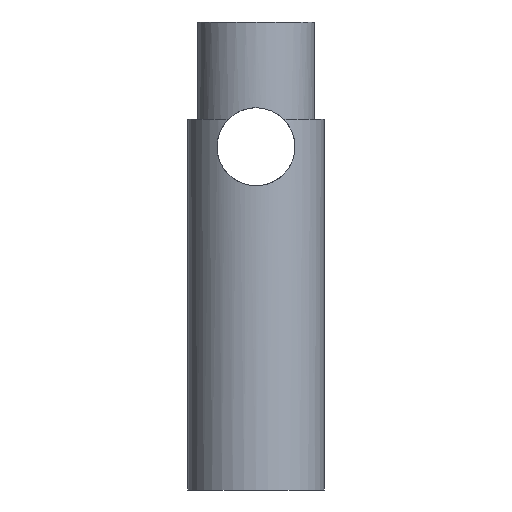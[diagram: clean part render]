
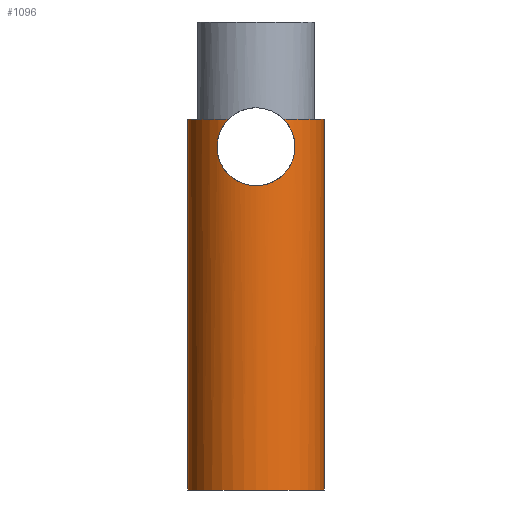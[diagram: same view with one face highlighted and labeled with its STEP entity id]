
A CAD part, front view. The second image highlights one B-rep face of the part: STEP entity #1096.
In plain terms, the highlighted cylindrical face has radius 3.5 mm (diameter 7 mm), a partial arc.
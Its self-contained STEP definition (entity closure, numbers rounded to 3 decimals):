
#1 = CARTESIAN_POINT ( 'NONE',  ( 0., 0., 19. ) ) ;
#10 = ORIENTED_EDGE ( 'NONE', *, *, #600, .F. ) ;
#40 = CARTESIAN_POINT ( 'NONE',  ( -1.563, -3.135, 18.862 ) ) ;
#47 = DIRECTION ( 'NONE',  ( 0., 0., 1. ) ) ;
#53 = DIRECTION ( 'NONE',  ( 1., 0., 0. ) ) ;
#58 = CARTESIAN_POINT ( 'NONE',  ( -1.676, -3.075, 18.709 ) ) ;
#70 = CARTESIAN_POINT ( 'NONE',  ( -3.5, 0., 0. ) ) ;
#81 = CARTESIAN_POINT ( 'NONE',  ( 0.495, -3.466, 15.66 ) ) ;
#92 = CARTESIAN_POINT ( 'NONE',  ( 0.399, -3.479, 15.638 ) ) ;
#127 = CARTESIAN_POINT ( 'NONE',  ( -3.5, 0., 19. ) ) ;
#158 = ORIENTED_EDGE ( 'NONE', *, *, #206, .F. ) ;
#160 = CARTESIAN_POINT ( 'NONE',  ( 0.957, -3.371, 15.833 ) ) ;
#163 = CIRCLE ( 'NONE', #870, 3.5 ) ;
#185 = CYLINDRICAL_SURFACE ( 'NONE', #275, 3.5 ) ;
#204 = CARTESIAN_POINT ( 'NONE',  ( 1.981, -2.885, 17.891 ) ) ;
#206 = EDGE_CURVE ( 'NONE', #471, #803, #1021, .T. ) ;
#217 = CARTESIAN_POINT ( 'NONE',  ( -1.276, -3.263, 16.048 ) ) ;
#227 = CARTESIAN_POINT ( 'NONE',  ( -2.001, -2.872, 17.787 ) ) ;
#242 = CARTESIAN_POINT ( 'NONE',  ( 3.5, 0., 19. ) ) ;
#251 = CARTESIAN_POINT ( 'NONE',  ( -3.5, 0., 19. ) ) ;
#253 = CARTESIAN_POINT ( 'NONE',  ( 0.1, -3.5, 15.6 ) ) ;
#261 = EDGE_CURVE ( 'NONE', #888, #803, #400, .T. ) ;
#262 = CARTESIAN_POINT ( 'NONE',  ( -1.428, -3.195, 19. ) ) ;
#268 = CARTESIAN_POINT ( 'NONE',  ( 3.5, 0., 19. ) ) ;
#275 = AXIS2_PLACEMENT_3D ( 'NONE', #969, #629, #792 ) ;
#290 = AXIS2_PLACEMENT_3D ( 'NONE', #599, #529, #443 ) ;
#299 = ORIENTED_EDGE ( 'NONE', *, *, #261, .T. ) ;
#302 = CARTESIAN_POINT ( 'NONE',  ( 3.5, 0., 0. ) ) ;
#309 = CARTESIAN_POINT ( 'NONE',  ( -0.396, -3.479, 15.637 ) ) ;
#314 = AXIS2_PLACEMENT_3D ( 'NONE', #1, #953, #416 ) ;
#333 = CARTESIAN_POINT ( 'NONE',  ( 1.435, -3.21, 16.155 ) ) ;
#346 = B_SPLINE_CURVE_WITH_KNOTS ( 'NONE', 3,
 ( #835, #406, #1070, #640, #987, #204, #552, #898, #925, #500, #673, #1012, #333, #160, #841, #81, #92, #510, #253, #605 ),
 .UNSPECIFIED., .F., .F.,
 ( 4, 2, 2, 2, 2, 2, 2, 2, 2, 4 ),
 ( 0., 0.001, 0.001, 0.001, 0.002, 0.002, 0.004, 0.004, 0.004, 0.005 ),
 .UNSPECIFIED. ) ;
#361 = DIRECTION ( 'NONE',  ( 0., 0., -1. ) ) ;
#365 = VECTOR ( 'NONE', #361, 1000. ) ;
#374 = EDGE_CURVE ( 'NONE', #537, #888, #903, .T. ) ;
#383 = CARTESIAN_POINT ( 'NONE',  ( -0.778, -3.418, 15.747 ) ) ;
#395 = CARTESIAN_POINT ( 'NONE',  ( -0.495, -3.466, 15.66 ) ) ;
#400 = CIRCLE ( 'NONE', #290, 3.5 ) ;
#406 = CARTESIAN_POINT ( 'NONE',  ( 1.563, -3.135, 18.862 ) ) ;
#416 = DIRECTION ( 'NONE',  ( 1., 0., 0. ) ) ;
#443 = DIRECTION ( 'NONE',  ( 1., 0., 0. ) ) ;
#463 = VERTEX_POINT ( 'NONE', #262 ) ;
#471 = VERTEX_POINT ( 'NONE', #268 ) ;
#473 = CIRCLE ( 'NONE', #314, 3.5 ) ;
#477 = CARTESIAN_POINT ( 'NONE',  ( -1.924, -2.924, 18.181 ) ) ;
#481 = CARTESIAN_POINT ( 'NONE',  ( -1.763, -3.025, 16.635 ) ) ;
#484 = CARTESIAN_POINT ( 'NONE',  ( -0.1, -3.5, 15.6 ) ) ;
#500 = CARTESIAN_POINT ( 'NONE',  ( 1.968, -2.894, 17.193 ) ) ;
#510 = CARTESIAN_POINT ( 'NONE',  ( 0.202, -3.496, 15.608 ) ) ;
#516 = FACE_OUTER_BOUND ( 'NONE', #833, .T. ) ;
#529 = DIRECTION ( 'NONE',  ( 0., 0., 1. ) ) ;
#537 = VERTEX_POINT ( 'NONE', #251 ) ;
#552 = CARTESIAN_POINT ( 'NONE',  ( 1.993, -2.877, 17.79 ) ) ;
#571 = CARTESIAN_POINT ( 'NONE',  ( -1.967, -2.895, 17.187 ) ) ;
#599 = CARTESIAN_POINT ( 'NONE',  ( 0., 0., 0. ) ) ;
#600 = EDGE_CURVE ( 'NONE', #776, #471, #473, .T. ) ;
#605 = CARTESIAN_POINT ( 'NONE',  ( 0., -3.5, 15.6 ) ) ;
#629 = DIRECTION ( 'NONE',  ( 0., 0., -1. ) ) ;
#636 = ORIENTED_EDGE ( 'NONE', *, *, #798, .T. ) ;
#640 = CARTESIAN_POINT ( 'NONE',  ( 1.857, -2.968, 18.367 ) ) ;
#649 = CARTESIAN_POINT ( 'NONE',  ( 1.428, -3.195, 19. ) ) ;
#673 = CARTESIAN_POINT ( 'NONE',  ( 1.917, -2.93, 16.998 ) ) ;
#712 = ORIENTED_EDGE ( 'NONE', *, *, #778, .F. ) ;
#721 = DIRECTION ( 'NONE',  ( 0., 0., -1. ) ) ;
#727 = CARTESIAN_POINT ( 'NONE',  ( -1.428, -3.195, 19. ) ) ;
#734 = CARTESIAN_POINT ( 'NONE',  ( -0.199, -3.496, 15.607 ) ) ;
#739 = CARTESIAN_POINT ( 'NONE',  ( -1.858, -2.968, 18.366 ) ) ;
#776 = VERTEX_POINT ( 'NONE', #649 ) ;
#778 = EDGE_CURVE ( 'NONE', #537, #463, #163, .T. ) ;
#792 = DIRECTION ( 'NONE',  ( -1., 0., 0. ) ) ;
#798 = EDGE_CURVE ( 'NONE', #1062, #463, #1025, .T. ) ;
#803 = VERTEX_POINT ( 'NONE', #302 ) ;
#817 = ORIENTED_EDGE ( 'NONE', *, *, #860, .T. ) ;
#826 = CARTESIAN_POINT ( 'NONE',  ( -1.419, -3.202, 16.178 ) ) ;
#830 = CARTESIAN_POINT ( 'NONE',  ( -1.917, -2.93, 16.997 ) ) ;
#833 = EDGE_LOOP ( 'NONE', ( #158, #10, #817, #636, #712, #1034, #299 ) ) ;
#835 = CARTESIAN_POINT ( 'NONE',  ( 1.428, -3.195, 19. ) ) ;
#841 = CARTESIAN_POINT ( 'NONE',  ( 0.777, -3.418, 15.747 ) ) ;
#860 = EDGE_CURVE ( 'NONE', #776, #1062, #346, .T. ) ;
#870 = AXIS2_PLACEMENT_3D ( 'NONE', #1008, #47, #53 ) ;
#888 = VERTEX_POINT ( 'NONE', #70 ) ;
#898 = CARTESIAN_POINT ( 'NONE',  ( 2.002, -2.871, 17.589 ) ) ;
#903 = LINE ( 'NONE', #127, #365 ) ;
#919 = CARTESIAN_POINT ( 'NONE',  ( 0., -3.5, 15.6 ) ) ;
#925 = CARTESIAN_POINT ( 'NONE',  ( 1.999, -2.873, 17.49 ) ) ;
#936 = CARTESIAN_POINT ( 'NONE',  ( 0., -3.5, 15.6 ) ) ;
#953 = DIRECTION ( 'NONE',  ( 0., 0., 1. ) ) ;
#969 = CARTESIAN_POINT ( 'NONE',  ( 0., 0., 19. ) ) ;
#987 = CARTESIAN_POINT ( 'NONE',  ( 1.924, -2.924, 18.181 ) ) ;
#994 = CARTESIAN_POINT ( 'NONE',  ( -1.663, -3.083, 16.473 ) ) ;
#1008 = CARTESIAN_POINT ( 'NONE',  ( 0., 0., 19. ) ) ;
#1012 = CARTESIAN_POINT ( 'NONE',  ( 1.688, -3.071, 16.459 ) ) ;
#1021 = LINE ( 'NONE', #242, #1088 ) ;
#1025 = B_SPLINE_CURVE_WITH_KNOTS ( 'NONE', 3,
 ( #919, #484, #734, #309, #395, #383, #1094, #217, #826, #994, #481, #830, #571, #1077, #227, #477, #739, #58, #40, #727 ),
 .UNSPECIFIED., .F., .F.,
 ( 4, 2, 2, 2, 2, 2, 2, 2, 2, 4 ),
 ( 0.005, 0.005, 0.005, 0.006, 0.007, 0.007, 0.008, 0.008, 0.009, 0.01 ),
 .UNSPECIFIED. ) ;
#1034 = ORIENTED_EDGE ( 'NONE', *, *, #374, .T. ) ;
#1062 = VERTEX_POINT ( 'NONE', #936 ) ;
#1070 = CARTESIAN_POINT ( 'NONE',  ( 1.676, -3.075, 18.709 ) ) ;
#1077 = CARTESIAN_POINT ( 'NONE',  ( -2.01, -2.865, 17.588 ) ) ;
#1088 = VECTOR ( 'NONE', #721, 1000. ) ;
#1094 = CARTESIAN_POINT ( 'NONE',  ( -0.956, -3.371, 15.833 ) ) ;
#1096 = ADVANCED_FACE ( 'NONE', ( #516 ), #185, .T. ) ;
